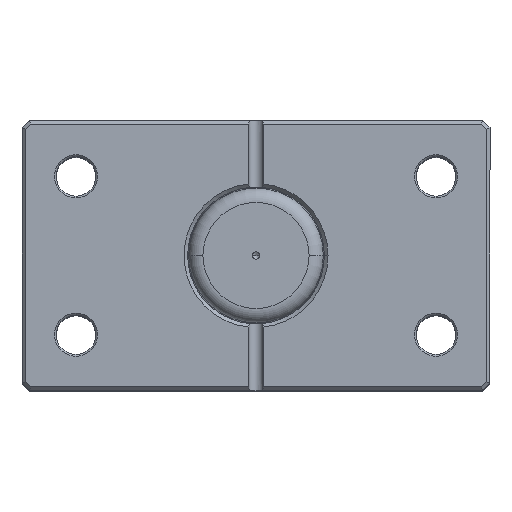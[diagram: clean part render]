
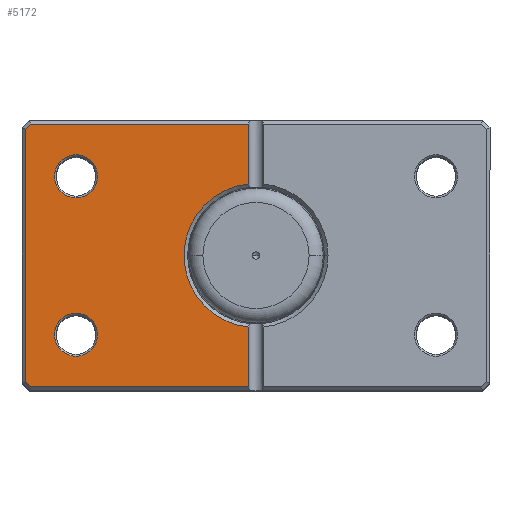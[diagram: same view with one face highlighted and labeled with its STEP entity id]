
A CAD part, top view. The second image highlights one B-rep face of the part: STEP entity #5172.
In plain terms, the highlighted face is planar.
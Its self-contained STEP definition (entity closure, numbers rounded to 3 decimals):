
#73 = CARTESIAN_POINT ( 'NONE',  ( 64., 35.086, 0. ) ) ;
#93 = DIRECTION ( 'NONE',  ( 1., 0., 0. ) ) ;
#131 = CARTESIAN_POINT ( 'NONE',  ( 50., 22., 0. ) ) ;
#182 = LINE ( 'NONE', #282, #5344 ) ;
#187 = ORIENTED_EDGE ( 'NONE', *, *, #2842, .T. ) ;
#282 = CARTESIAN_POINT ( 'NONE',  ( 0., -36.5, 0. ) ) ;
#357 = DIRECTION ( 'NONE',  ( 0., 0., 1. ) ) ;
#381 = FACE_BOUND ( 'NONE', #5504, .T. ) ;
#402 = EDGE_CURVE ( 'NONE', #656, #1638, #3301, .T. ) ;
#486 = ORIENTED_EDGE ( 'NONE', *, *, #1554, .T. ) ;
#583 = ORIENTED_EDGE ( 'NONE', *, *, #2058, .T. ) ;
#656 = VERTEX_POINT ( 'NONE', #2589 ) ;
#714 = VECTOR ( 'NONE', #5753, 1000. ) ;
#741 = CARTESIAN_POINT ( 'NONE',  ( 2., 36.5, 0. ) ) ;
#797 = CARTESIAN_POINT ( 'NONE',  ( 62.586, 36.5, 0. ) ) ;
#884 = EDGE_CURVE ( 'NONE', #1501, #4073, #4917, .T. ) ;
#914 = DIRECTION ( 'NONE',  ( 1., 0., 0. ) ) ;
#958 = DIRECTION ( 'NONE',  ( 0., 0., 1. ) ) ;
#977 = CARTESIAN_POINT ( 'NONE',  ( 44., -22., 0. ) ) ;
#999 = VECTOR ( 'NONE', #1809, 1000. ) ;
#1011 = AXIS2_PLACEMENT_3D ( 'NONE', #5294, #5303, #5310 ) ;
#1170 = CARTESIAN_POINT ( 'NONE',  ( 0., 0., 0. ) ) ;
#1241 = VECTOR ( 'NONE', #4593, 1000. ) ;
#1244 = DIRECTION ( 'NONE',  ( -1., 0., 0. ) ) ;
#1258 = VERTEX_POINT ( 'NONE', #4794 ) ;
#1459 = CIRCLE ( 'NONE', #6101, 6. ) ;
#1501 = VERTEX_POINT ( 'NONE', #741 ) ;
#1554 = EDGE_CURVE ( 'NONE', #1646, #3663, #1459, .T. ) ;
#1638 = VERTEX_POINT ( 'NONE', #3014 ) ;
#1646 = VERTEX_POINT ( 'NONE', #3246 ) ;
#1648 = DIRECTION ( 'NONE',  ( 1., 0., 0. ) ) ;
#1691 = CIRCLE ( 'NONE', #5162, 20. ) ;
#1794 = ORIENTED_EDGE ( 'NONE', *, *, #1996, .T. ) ;
#1809 = DIRECTION ( 'NONE',  ( -0.707, -0.707, 0. ) ) ;
#1850 = LINE ( 'NONE', #5598, #714 ) ;
#1900 = EDGE_CURVE ( 'NONE', #1638, #6047, #182, .T. ) ;
#1957 = DIRECTION ( 'NONE',  ( 0., -1., 0. ) ) ;
#1971 = EDGE_CURVE ( 'NONE', #3695, #5201, #6383, .T. ) ;
#1996 = EDGE_CURVE ( 'NONE', #5201, #3695, #4854, .T. ) ;
#2058 = EDGE_CURVE ( 'NONE', #4073, #5840, #1850, .T. ) ;
#2170 = ORIENTED_EDGE ( 'NONE', *, *, #884, .T. ) ;
#2191 = CARTESIAN_POINT ( 'NONE',  ( 2., -36.5, 0. ) ) ;
#2335 = EDGE_CURVE ( 'NONE', #6047, #1258, #5660, .T. ) ;
#2352 = AXIS2_PLACEMENT_3D ( 'NONE', #3372, #3894, #914 ) ;
#2463 = ORIENTED_EDGE ( 'NONE', *, *, #3923, .T. ) ;
#2589 = CARTESIAN_POINT ( 'NONE',  ( 64., -35.086, 0. ) ) ;
#2598 = DIRECTION ( 'NONE',  ( 0., 1., 0. ) ) ;
#2773 = CARTESIAN_POINT ( 'NONE',  ( 2., 19.9, 0. ) ) ;
#2801 = CARTESIAN_POINT ( 'NONE',  ( 2., 37.5, 0. ) ) ;
#2842 = EDGE_CURVE ( 'NONE', #3663, #1646, #4844, .T. ) ;
#2918 = AXIS2_PLACEMENT_3D ( 'NONE', #3939, #958, #4448 ) ;
#2954 = FACE_OUTER_BOUND ( 'NONE', #5451, .T. ) ;
#3014 = CARTESIAN_POINT ( 'NONE',  ( 62.586, -36.5, 0. ) ) ;
#3070 = VECTOR ( 'NONE', #5900, 1000. ) ;
#3244 = ORIENTED_EDGE ( 'NONE', *, *, #1971, .T. ) ;
#3246 = CARTESIAN_POINT ( 'NONE',  ( 44., 22., 0. ) ) ;
#3301 = LINE ( 'NONE', #6017, #999 ) ;
#3302 = VECTOR ( 'NONE', #1957, 1000. ) ;
#3372 = CARTESIAN_POINT ( 'NONE',  ( 0., 0., 0. ) ) ;
#3622 = VECTOR ( 'NONE', #2598, 1000. ) ;
#3663 = VERTEX_POINT ( 'NONE', #4379 ) ;
#3695 = VERTEX_POINT ( 'NONE', #977 ) ;
#3894 = DIRECTION ( 'NONE',  ( 0., 0., 1. ) ) ;
#3923 = EDGE_CURVE ( 'NONE', #1258, #4160, #1691, .T. ) ;
#3939 = CARTESIAN_POINT ( 'NONE',  ( 50., 22., 0. ) ) ;
#3965 = CARTESIAN_POINT ( 'NONE',  ( 64., 0., 0. ) ) ;
#4073 = VERTEX_POINT ( 'NONE', #797 ) ;
#4131 = ORIENTED_EDGE ( 'NONE', *, *, #2335, .T. ) ;
#4160 = VERTEX_POINT ( 'NONE', #2773 ) ;
#4178 = FACE_BOUND ( 'NONE', #5969, .T. ) ;
#4307 = ORIENTED_EDGE ( 'NONE', *, *, #1900, .T. ) ;
#4312 = EDGE_CURVE ( 'NONE', #5840, #656, #4835, .T. ) ;
#4379 = CARTESIAN_POINT ( 'NONE',  ( 56., 22., 0. ) ) ;
#4448 = DIRECTION ( 'NONE',  ( 1., 0., 0. ) ) ;
#4593 = DIRECTION ( 'NONE',  ( 1., 0., 0. ) ) ;
#4665 = DIRECTION ( 'NONE',  ( 0., 0., 1. ) ) ;
#4794 = CARTESIAN_POINT ( 'NONE',  ( 2., -19.9, 0. ) ) ;
#4835 = LINE ( 'NONE', #3965, #3302 ) ;
#4844 = CIRCLE ( 'NONE', #2918, 6. ) ;
#4854 = CIRCLE ( 'NONE', #1011, 6. ) ;
#4911 = CARTESIAN_POINT ( 'NONE',  ( 56., -22., 0. ) ) ;
#4917 = LINE ( 'NONE', #5304, #1241 ) ;
#4971 = LINE ( 'NONE', #5701, #3622 ) ;
#5096 = DIRECTION ( 'NONE',  ( 0., 0., 1. ) ) ;
#5132 = DIRECTION ( 'NONE',  ( 1., 0., 0. ) ) ;
#5162 = AXIS2_PLACEMENT_3D ( 'NONE', #1170, #4665, #1648 ) ;
#5170 = ORIENTED_EDGE ( 'NONE', *, *, #5507, .T. ) ;
#5172 = ADVANCED_FACE ( 'NONE', ( #4178, #381, #2954 ), #6435, .F. ) ;
#5201 = VERTEX_POINT ( 'NONE', #4911 ) ;
#5294 = CARTESIAN_POINT ( 'NONE',  ( 50., -22., 0. ) ) ;
#5303 = DIRECTION ( 'NONE',  ( 0., 0., 1. ) ) ;
#5304 = CARTESIAN_POINT ( 'NONE',  ( 0., 36.5, 0. ) ) ;
#5310 = DIRECTION ( 'NONE',  ( 1., 0., 0. ) ) ;
#5344 = VECTOR ( 'NONE', #1244, 1000. ) ;
#5443 = ORIENTED_EDGE ( 'NONE', *, *, #402, .T. ) ;
#5451 = EDGE_LOOP ( 'NONE', ( #4131, #2463, #5170, #2170, #583, #6210, #5443, #4307 ) ) ;
#5504 = EDGE_LOOP ( 'NONE', ( #486, #187 ) ) ;
#5507 = EDGE_CURVE ( 'NONE', #4160, #1501, #4971, .T. ) ;
#5598 = CARTESIAN_POINT ( 'NONE',  ( 49.543, 49.543, 0. ) ) ;
#5660 = LINE ( 'NONE', #2801, #3070 ) ;
#5701 = CARTESIAN_POINT ( 'NONE',  ( 2., 37.5, 0. ) ) ;
#5753 = DIRECTION ( 'NONE',  ( 0.707, -0.707, 0. ) ) ;
#5840 = VERTEX_POINT ( 'NONE', #73 ) ;
#5900 = DIRECTION ( 'NONE',  ( 0., 1., 0. ) ) ;
#5969 = EDGE_LOOP ( 'NONE', ( #3244, #1794 ) ) ;
#6017 = CARTESIAN_POINT ( 'NONE',  ( 49.543, -49.543, 0. ) ) ;
#6047 = VERTEX_POINT ( 'NONE', #2191 ) ;
#6101 = AXIS2_PLACEMENT_3D ( 'NONE', #131, #357, #93 ) ;
#6186 = AXIS2_PLACEMENT_3D ( 'NONE', #6286, #5096, #5132 ) ;
#6210 = ORIENTED_EDGE ( 'NONE', *, *, #4312, .T. ) ;
#6286 = CARTESIAN_POINT ( 'NONE',  ( 50., -22., 0. ) ) ;
#6383 = CIRCLE ( 'NONE', #6186, 6. ) ;
#6435 = PLANE ( 'NONE',  #2352 ) ;
